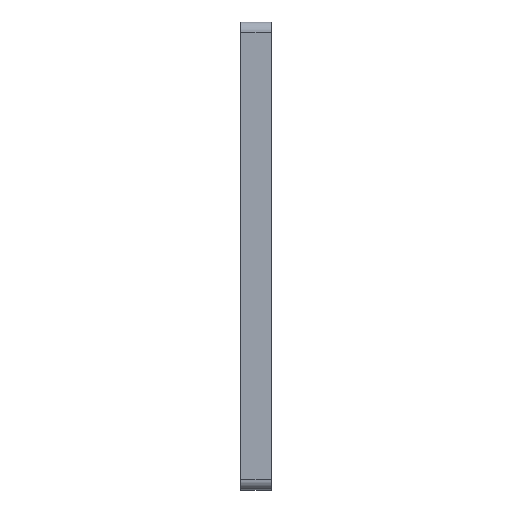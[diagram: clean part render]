
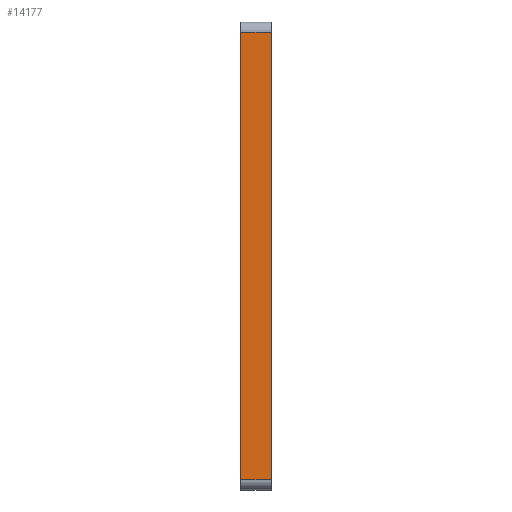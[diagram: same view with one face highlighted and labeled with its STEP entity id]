
A CAD part, left-side view. The second image highlights one B-rep face of the part: STEP entity #14177.
In plain terms, the highlighted planar face has unit normal (-1, 0, 0).
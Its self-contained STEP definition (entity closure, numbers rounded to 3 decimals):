
#97 = CARTESIAN_POINT ( 'NONE',  ( -46., 6., -46. ) ) ;
#372 = CARTESIAN_POINT ( 'NONE',  ( -46., 0., 44. ) ) ;
#491 = CARTESIAN_POINT ( 'NONE',  ( -46., 6., -44. ) ) ;
#1185 = VECTOR ( 'NONE', #8726, 1000. ) ;
#1461 = VECTOR ( 'NONE', #6505, 1000. ) ;
#2469 = PLANE ( 'NONE',  #13591 ) ;
#2832 = ORIENTED_EDGE ( 'NONE', *, *, #10371, .T. ) ;
#3921 = VECTOR ( 'NONE', #14478, 1000. ) ;
#3933 = DIRECTION ( 'NONE',  ( 0., 0., -1. ) ) ;
#4674 = CARTESIAN_POINT ( 'NONE',  ( -46., 0., -46. ) ) ;
#4996 = ORIENTED_EDGE ( 'NONE', *, *, #15701, .T. ) ;
#5767 = EDGE_CURVE ( 'NONE', #6353, #10680, #10782, .T. ) ;
#5851 = ORIENTED_EDGE ( 'NONE', *, *, #5767, .T. ) ;
#6353 = VERTEX_POINT ( 'NONE', #372 ) ;
#6505 = DIRECTION ( 'NONE',  ( 0., -1., 0. ) ) ;
#8376 = LINE ( 'NONE', #11547, #1461 ) ;
#8726 = DIRECTION ( 'NONE',  ( 0., 1., 0. ) ) ;
#9382 = VECTOR ( 'NONE', #9555, 1000. ) ;
#9555 = DIRECTION ( 'NONE',  ( 0., 0., 1. ) ) ;
#9889 = CARTESIAN_POINT ( 'NONE',  ( -46., 6., 44. ) ) ;
#10036 = LINE ( 'NONE', #13206, #3921 ) ;
#10371 = EDGE_CURVE ( 'NONE', #12166, #11524, #8376, .T. ) ;
#10680 = VERTEX_POINT ( 'NONE', #13488 ) ;
#10782 = LINE ( 'NONE', #9889, #1185 ) ;
#11139 = FACE_OUTER_BOUND ( 'NONE', #11250, .T. ) ;
#11250 = EDGE_LOOP ( 'NONE', ( #13728, #2832, #4996, #5851 ) ) ;
#11524 = VERTEX_POINT ( 'NONE', #15856 ) ;
#11547 = CARTESIAN_POINT ( 'NONE',  ( -46., 6., -44. ) ) ;
#12166 = VERTEX_POINT ( 'NONE', #491 ) ;
#12307 = EDGE_CURVE ( 'NONE', #12166, #10680, #10036, .T. ) ;
#12457 = DIRECTION ( 'NONE',  ( 1., 0., 0. ) ) ;
#13206 = CARTESIAN_POINT ( 'NONE',  ( -46., 6., -46. ) ) ;
#13488 = CARTESIAN_POINT ( 'NONE',  ( -46., 6., 44. ) ) ;
#13576 = LINE ( 'NONE', #4674, #9382 ) ;
#13591 = AXIS2_PLACEMENT_3D ( 'NONE', #97, #12457, #3933 ) ;
#13728 = ORIENTED_EDGE ( 'NONE', *, *, #12307, .F. ) ;
#14177 = ADVANCED_FACE ( 'NONE', ( #11139 ), #2469, .F. ) ;
#14478 = DIRECTION ( 'NONE',  ( 0., 0., 1. ) ) ;
#15701 = EDGE_CURVE ( 'NONE', #11524, #6353, #13576, .T. ) ;
#15856 = CARTESIAN_POINT ( 'NONE',  ( -46., 0., -44. ) ) ;
